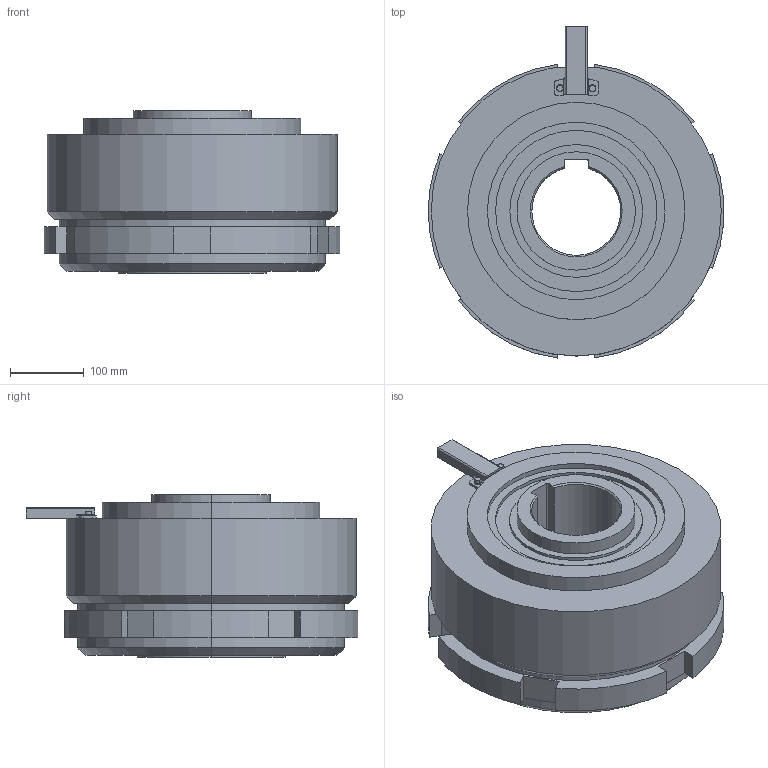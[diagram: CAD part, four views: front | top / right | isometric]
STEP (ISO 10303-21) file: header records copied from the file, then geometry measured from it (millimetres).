
FILE_DESCRIPTION (( 'STEP AP203' ), '1' );
FILE_NAME ('MDC 450_23701700_乾式多板電磁クラッチ組立.STEP', '2016-03-28T04:28:24', ( ' ' ), ( '' ), 'SwSTEP 2.0', 'SolidWorks 2009', '' );
FILE_SCHEMA (( 'CONFIG_CONTROL_DESIGN' ));
Length unit declared in the file: millimetre
Products named in the file (1): MDC 450_23701700_乾式多板電磁クラッチ組立
Bounding box: 399.37 x 448.43 x 220 mm (x, y, z)
Volume: 20199904.1 mm3; surface area: 907955.5 mm2
Topology: 2 solids, 6 shells, 196 faces, 463 edges, 304 vertices
Faces by surface type: cylinder 108, plane 74, cone 12, torus 2
Entity records: 5862 total; most frequent: DIRECTION 1077, CARTESIAN_POINT 1032, ORIENTED_EDGE 926, EDGE_CURVE 463, AXIS2_PLACEMENT_3D 425, VERTEX_POINT 304, EDGE_LOOP 231, CIRCLE 228
